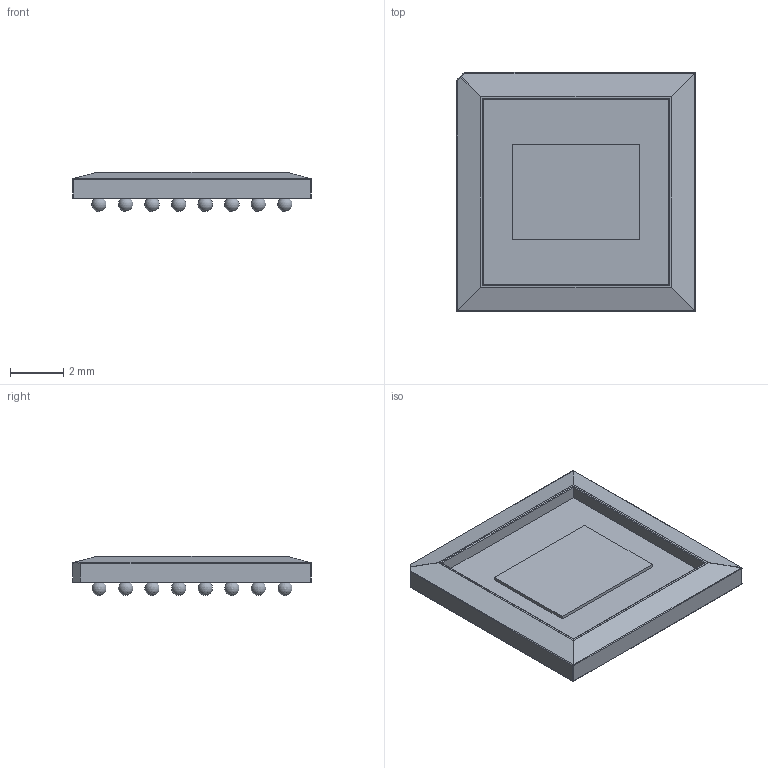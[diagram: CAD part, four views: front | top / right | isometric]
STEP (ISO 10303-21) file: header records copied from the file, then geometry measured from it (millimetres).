
FILE_DESCRIPTION(/* description */ (''),/* implementation_level */ '2;1');
FILE_NAME(/* name */ 'ar0135cs.step',/* time_stamp */ '2019-03-23T11:52:37+01:00',/* author */ (''),/* organization */ (''),/* preprocessor_version */ 'ST-DEVELOPER v17.2',/* originating_system */ 'Autodesk Translation Framework v7.6.0.251',/* authorisation */ '');
FILE_SCHEMA (('AUTOMOTIVE_DESIGN { 1 0 10303 214 3 1 1 }'));
Length unit declared in the file: millimetre
Products named in the file (1): ar0135cs
Bounding box: 9 x 9 x 1.48 mm (x, y, z)
Volume: 60.4 mm3; surface area: 299.5 mm2
Topology: 65 solids, 65 shells, 128 faces, 317 edges, 194 vertices
Faces by surface type: sphere 78, cylinder 28, plane 22
Entity records: 3120 total; most frequent: DIRECTION 564, CARTESIAN_POINT 514, ORIENTED_EDGE 382, AXIS2_PLACEMENT_3D 244, VERTEX_POINT 194, EDGE_CURVE 191, EDGE_LOOP 129, FACE_OUTER_BOUND 128
